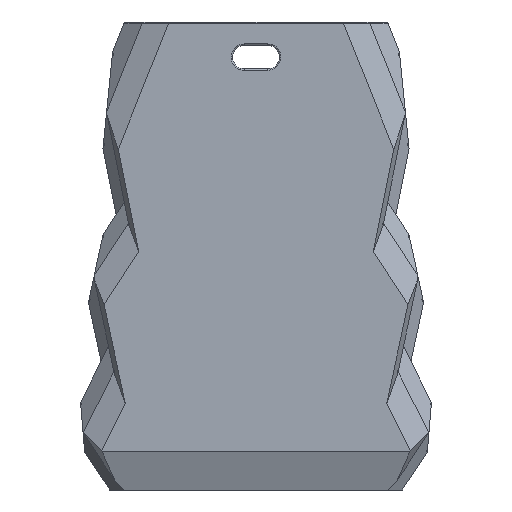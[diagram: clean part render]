
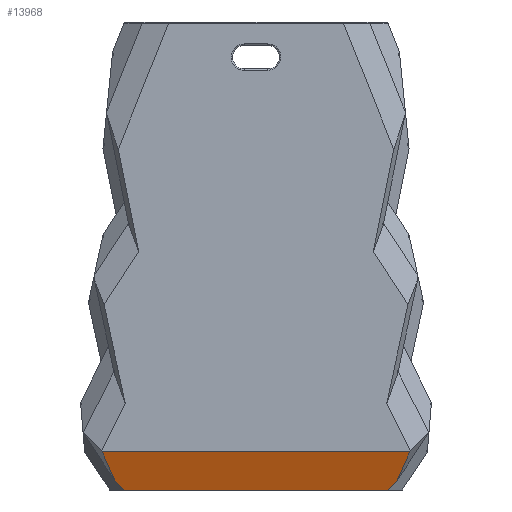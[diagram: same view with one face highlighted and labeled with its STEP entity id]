
A CAD part, left-side view. The second image highlights one B-rep face of the part: STEP entity #13968.
In plain terms, the highlighted planar face has unit normal (-0.933, 0, -0.359).
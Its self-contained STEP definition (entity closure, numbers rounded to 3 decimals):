
#13935=AXIS2_PLACEMENT_3D('Plane Axis2P3D',#13932,#13933,#13934) ;
#10934=CARTESIAN_POINT('Vertex',(-119.9,52.557,13.)) ;
#10937=CARTESIAN_POINT('Line Origine',(-119.9,0.,13.)) ;
#10941=CARTESIAN_POINT('Vertex',(-119.9,-52.557,13.)) ;
#13913=CARTESIAN_POINT('Vertex',(-116.056,-48.061,3.007)) ;
#13921=CARTESIAN_POINT('Control Point',(-119.9,-52.557,13.)) ;
#13922=CARTESIAN_POINT('Control Point',(-116.056,-48.061,3.007)) ;
#13932=CARTESIAN_POINT('Axis2P3D Location',(-119.9,0.,13.)) ;
#13938=CARTESIAN_POINT('Control Point',(-119.9,52.557,13.)) ;
#13939=CARTESIAN_POINT('Control Point',(-116.056,48.061,3.007)) ;
#13940=CARTESIAN_POINT('Vertex',(-116.056,48.061,3.007)) ;
#13944=CARTESIAN_POINT('Control Point',(-116.056,48.061,3.007)) ;
#13945=CARTESIAN_POINT('Control Point',(-114.9,44.9,0.)) ;
#13946=CARTESIAN_POINT('Vertex',(-114.9,44.9,0.)) ;
#13949=CARTESIAN_POINT('Line Origine',(-114.9,0.,0.)) ;
#13953=CARTESIAN_POINT('Vertex',(-114.9,-44.9,0.)) ;
#13957=CARTESIAN_POINT('Control Point',(-116.056,-48.061,3.007)) ;
#13958=CARTESIAN_POINT('Control Point',(-114.9,-44.9,0.)) ;
#10938=DIRECTION('Vector Direction',(0.,1.,0.)) ;
#13933=DIRECTION('Axis2P3D Direction',(-0.933,0.,-0.359)) ;
#13934=DIRECTION('Axis2P3D XDirection',(0.,1.,0.)) ;
#13950=DIRECTION('Vector Direction',(0.,1.,0.)) ;
#10939=VECTOR('Line Direction',#10938,1.) ;
#13951=VECTOR('Line Direction',#13950,1.) ;
#13961=ORIENTED_EDGE('',*,*,#13942,.T.) ;
#13962=ORIENTED_EDGE('',*,*,#13948,.T.) ;
#13963=ORIENTED_EDGE('',*,*,#13955,.F.) ;
#13964=ORIENTED_EDGE('',*,*,#13959,.T.) ;
#13965=ORIENTED_EDGE('',*,*,#13923,.T.) ;
#13966=ORIENTED_EDGE('',*,*,#10943,.T.) ;
#13968=ADVANCED_FACE('Body.8',(#13967),#13936,.T.) ;
#13920=B_SPLINE_CURVE_WITH_KNOTS('',1,(#13921,#13922),.UNSPECIFIED.,.F.,.U.,(2,2),(-5.806,5.806),.UNSPECIFIED.) ;
#13937=B_SPLINE_CURVE_WITH_KNOTS('',1,(#13938,#13939),.UNSPECIFIED.,.F.,.U.,(2,2),(-5.806,5.806),.UNSPECIFIED.) ;
#13943=B_SPLINE_CURVE_WITH_KNOTS('',1,(#13944,#13945),.UNSPECIFIED.,.F.,.U.,(2,2),(-2.257,2.257),.UNSPECIFIED.) ;
#13956=B_SPLINE_CURVE_WITH_KNOTS('',1,(#13957,#13958),.UNSPECIFIED.,.F.,.U.,(2,2),(-2.257,2.257),.UNSPECIFIED.) ;
#10943=EDGE_CURVE('',#10942,#10935,#10940,.T.) ;
#13923=EDGE_CURVE('',#13914,#10942,#13920,.F.) ;
#13942=EDGE_CURVE('',#10935,#13941,#13937,.T.) ;
#13948=EDGE_CURVE('',#13941,#13947,#13943,.T.) ;
#13955=EDGE_CURVE('',#13954,#13947,#13952,.T.) ;
#13959=EDGE_CURVE('',#13954,#13914,#13956,.F.) ;
#13960=EDGE_LOOP('',(#13961,#13962,#13963,#13964,#13965,#13966)) ;
#13967=FACE_OUTER_BOUND('',#13960,.T.) ;
#10940=LINE('Line',#10937,#10939) ;
#13952=LINE('Line',#13949,#13951) ;
#13936=PLANE('',#13935) ;
#10935=VERTEX_POINT('',#10934) ;
#10942=VERTEX_POINT('',#10941) ;
#13914=VERTEX_POINT('',#13913) ;
#13941=VERTEX_POINT('',#13940) ;
#13947=VERTEX_POINT('',#13946) ;
#13954=VERTEX_POINT('',#13953) ;
